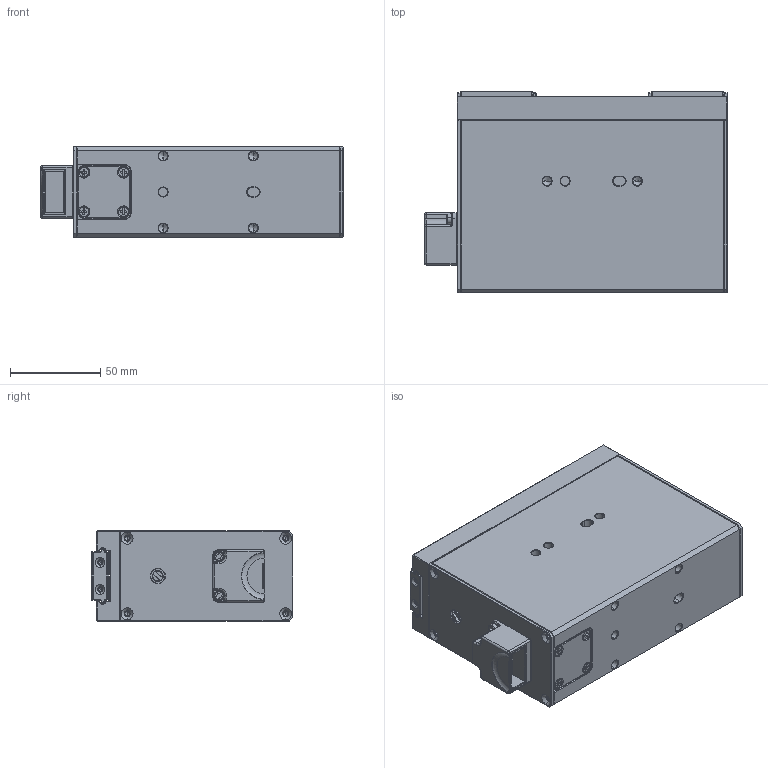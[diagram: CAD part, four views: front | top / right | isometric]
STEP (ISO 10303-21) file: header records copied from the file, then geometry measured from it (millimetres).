
FILE_DESCRIPTION (( 'STEP AP203' ), '1' );
FILE_NAME ('RM-GB-17-60-2 ¼Ð×¦ 1.1.STEP', '2020-10-19T03:10:39', ( '' ), ( '' ), 'SwSTEP 2.0', 'SolidWorks 2019', '' );
FILE_SCHEMA (( 'CONFIG_CONTROL_DESIGN' ));
Length unit declared in the file: millimetre
Products named in the file (17): d1100-22p; MSP02-GB012-3 幗紩結輸; 拏宒堤盄芛俋褲; RM-GB-17-60-2 標蛈 1.1; MSP01-GB005 堤盄諳裔; MFT03-M3x8 埴翐囀鞠褒蹟佪; MSP01-GB020-60 悵欱羞裔60; MLS01-T10x2R&L-8-60 枍倛佪裝_MLS01-T8x1R&L-8-40; MSP02-GB012-1-60 絳寢60_40 絳寢; MSP01-GB007 侧板（出线端）; MSP01-GB006 基座_基座60-滚珠丝杆; MSP01-GB008 侧板（齿轮端）; MFT03-M4x12 埴翐囀鞠褒蹟佪; MFT02-M3x6 坋趼麥芛蹟佪; MSP02-GB012-2 賑輸; MFT07-M4 粟銅賡; 拏宒堤盄
Assembly tree (38 placements, depth 3):
  RM-GB-17-60-2 標蛈 1.1
    MSP02-GB012-1-60 絳寢60_40 絳寢
    MLS01-T10x2R&L-8-60 枍倛佪裝_MLS01-T8x1R&L-8-40
    MSP02-GB012-2 賑輸  x2
    MSP01-GB006 基座_基座60-滚珠丝杆
    MSP01-GB007 侧板（出线端）
    MSP01-GB008 侧板（齿轮端）
    拏宒堤盄
      d1100-22p
      拏宒堤盄芛俋褲
    MSP01-GB005 堤盄諳裔
    MSP02-GB012-3 幗紩結輸  x4
    MFT07-M4 粟銅賡  x6
    MFT03-M4x12 埴翐囀鞠褒蹟佪  x6
    MFT03-M3x8 埴翐囀鞠褒蹟佪  x2
    MFT02-M3x6 坋趼麥芛蹟佪  x8
    MSP01-GB020-60 悵欱羞裔60
Bounding box: 168 x 112 x 50 mm (x, y, z)
Volume: 328038.3 mm3; surface area: 158523.9 mm2
Topology: 37 solids, 37 shells, 2289 faces, 5214 edges, 2986 vertices
Faces by surface type: plane 1067, cylinder 570, cone 568, bspline 40, torus 34, sphere 10
Entity records: 50727 total; most frequent: CARTESIAN_POINT 18055, DIRECTION 6474, ORIENTED_EDGE 6198, EDGE_CURVE 3099, AXIS2_PLACEMENT_3D 2345, VERTEX_POINT 1824, VECTOR 1784, LINE 1784
